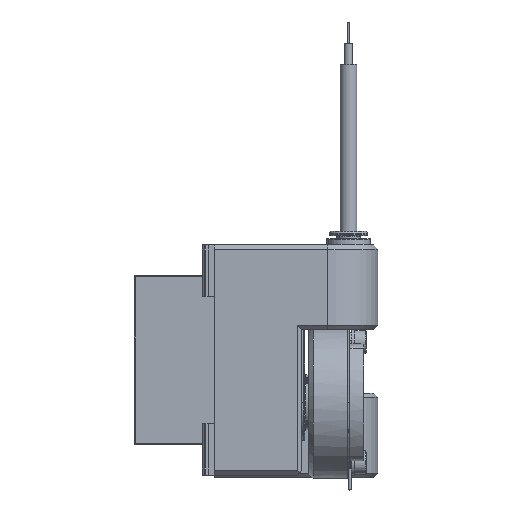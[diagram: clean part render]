
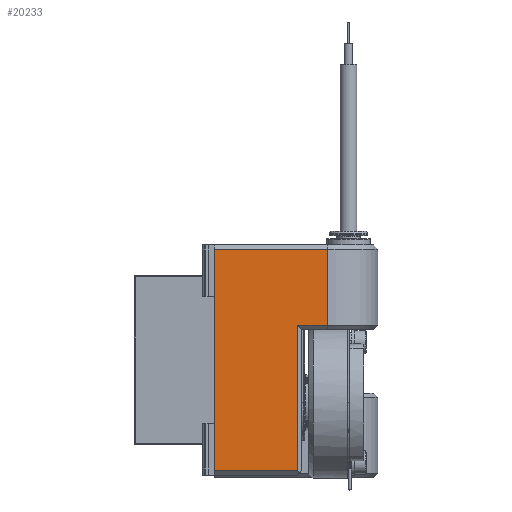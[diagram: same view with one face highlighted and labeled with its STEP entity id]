
A CAD part, top view. The second image highlights one B-rep face of the part: STEP entity #20233.
In plain terms, the highlighted face is planar.
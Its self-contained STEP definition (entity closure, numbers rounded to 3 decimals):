
#1212=PLANE('',#21726);
#1759=LINE('',#30007,#3339);
#1781=LINE('',#30059,#3361);
#1786=LINE('',#30067,#3366);
#1834=LINE('',#30213,#3414);
#1836=LINE('',#30221,#3416);
#1837=LINE('',#30223,#3417);
#3339=VECTOR('',#24015,10.);
#3361=VECTOR('',#24061,10.);
#3366=VECTOR('',#24068,10.);
#3414=VECTOR('',#24218,10.);
#3416=VECTOR('',#24228,10.);
#3417=VECTOR('',#24231,10.);
#5329=FACE_OUTER_BOUND('',#6525,.T.);
#6525=EDGE_LOOP('',(#14236,#14237,#14238,#14239,#14240,#14241));
#8762=VERTEX_POINT('',#30004);
#8763=VERTEX_POINT('',#30006);
#8781=VERTEX_POINT('',#30057);
#8783=VERTEX_POINT('',#30065);
#8830=VERTEX_POINT('',#30209);
#8832=VERTEX_POINT('',#30219);
#10816=EDGE_CURVE('',#8762,#8763,#1759,.T.);
#10842=EDGE_CURVE('',#8781,#8762,#1781,.T.);
#10847=EDGE_CURVE('',#8783,#8781,#1786,.T.);
#10920=EDGE_CURVE('',#8830,#8763,#1834,.T.);
#10924=EDGE_CURVE('',#8830,#8832,#1836,.T.);
#10925=EDGE_CURVE('',#8832,#8783,#1837,.T.);
#14236=ORIENTED_EDGE('',*,*,#10842,.F.);
#14237=ORIENTED_EDGE('',*,*,#10847,.F.);
#14238=ORIENTED_EDGE('',*,*,#10925,.F.);
#14239=ORIENTED_EDGE('',*,*,#10924,.F.);
#14240=ORIENTED_EDGE('',*,*,#10920,.T.);
#14241=ORIENTED_EDGE('',*,*,#10816,.F.);
#20233=ADVANCED_FACE('',(#5329),#1212,.T.);
#21726=AXIS2_PLACEMENT_3D('',#30222,#24229,#24230);
#24015=DIRECTION('',(1.,0.,0.));
#24061=DIRECTION('',(0.,-1.,0.));
#24068=DIRECTION('',(-1.,0.,0.));
#24218=DIRECTION('',(0.,-1.,0.));
#24228=DIRECTION('',(-1.,0.,0.));
#24229=DIRECTION('center_axis',(0.,0.,-1.));
#24230=DIRECTION('ref_axis',(-1.,0.,0.));
#24231=DIRECTION('',(0.,-1.,0.));
#30004=CARTESIAN_POINT('',(-26.25,19.,-30.));
#30006=CARTESIAN_POINT('',(26.25,19.,-30.));
#30007=CARTESIAN_POINT('',(0.,19.,-30.));
#30057=CARTESIAN_POINT('',(-26.25,38.775,-30.));
#30059=CARTESIAN_POINT('',(-26.25,20.,-30.));
#30065=CARTESIAN_POINT('',(8.25,38.775,-30.));
#30067=CARTESIAN_POINT('',(13.625,38.775,-30.));
#30209=CARTESIAN_POINT('',(26.25,45.775,-30.));
#30213=CARTESIAN_POINT('',(26.25,20.,-30.));
#30219=CARTESIAN_POINT('',(8.25,45.775,-30.));
#30221=CARTESIAN_POINT('',(22.25,45.775,-30.));
#30222=CARTESIAN_POINT('Origin',(27.25,20.,-30.));
#30223=CARTESIAN_POINT('',(8.25,34.888,-30.));
